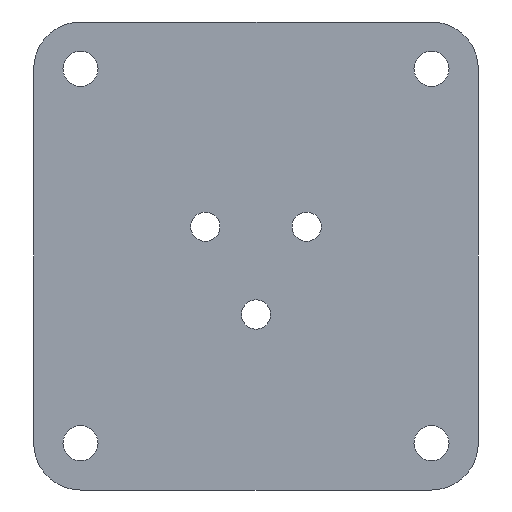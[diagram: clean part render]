
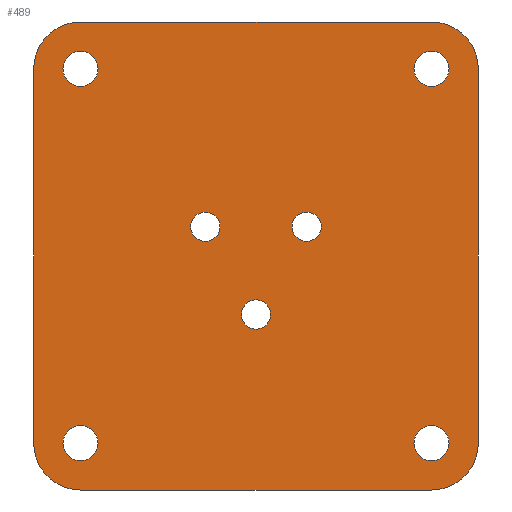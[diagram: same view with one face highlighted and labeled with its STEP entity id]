
A CAD part, left-side view. The second image highlights one B-rep face of the part: STEP entity #489.
In plain terms, the highlighted planar face has unit normal (-1, 0, 0).
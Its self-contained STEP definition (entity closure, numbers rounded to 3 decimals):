
#24=FACE_BOUND('',#102,.T.);
#25=FACE_BOUND('',#103,.T.);
#26=FACE_BOUND('',#104,.T.);
#27=FACE_BOUND('',#105,.T.);
#28=FACE_BOUND('',#106,.T.);
#29=FACE_BOUND('',#107,.T.);
#30=FACE_BOUND('',#108,.T.);
#38=PLANE('',#566);
#67=FACE_OUTER_BOUND('',#101,.T.);
#101=EDGE_LOOP('',(#437,#438,#439,#440,#441,#442,#443,#444));
#102=EDGE_LOOP('',(#445));
#103=EDGE_LOOP('',(#446));
#104=EDGE_LOOP('',(#447));
#105=EDGE_LOOP('',(#448));
#106=EDGE_LOOP('',(#449));
#107=EDGE_LOOP('',(#450));
#108=EDGE_LOOP('',(#451));
#125=LINE('',#820,#154);
#131=LINE('',#843,#160);
#136=LINE('',#859,#165);
#137=LINE('',#861,#166);
#154=VECTOR('',#675,10.);
#160=VECTOR('',#697,10.);
#165=VECTOR('',#718,10.);
#166=VECTOR('',#721,10.);
#168=CIRCLE('',#506,1.25);
#170=CIRCLE('',#509,1.25);
#172=CIRCLE('',#512,1.25);
#177=CIRCLE('',#519,1.5);
#182=CIRCLE('',#526,1.5);
#187=CIRCLE('',#533,1.5);
#192=CIRCLE('',#540,1.5);
#196=CIRCLE('',#547,4.);
#201=CIRCLE('',#555,4.);
#202=CIRCLE('',#558,4.);
#203=CIRCLE('',#560,4.);
#206=VERTEX_POINT('',#728);
#208=VERTEX_POINT('',#734);
#210=VERTEX_POINT('',#740);
#215=VERTEX_POINT('',#754);
#220=VERTEX_POINT('',#768);
#225=VERTEX_POINT('',#782);
#230=VERTEX_POINT('',#796);
#235=VERTEX_POINT('',#810);
#236=VERTEX_POINT('',#812);
#238=VERTEX_POINT('',#818);
#245=VERTEX_POINT('',#836);
#246=VERTEX_POINT('',#838);
#247=VERTEX_POINT('',#842);
#248=VERTEX_POINT('',#846);
#249=VERTEX_POINT('',#850);
#253=EDGE_CURVE('',#206,#206,#168,.T.);
#256=EDGE_CURVE('',#208,#208,#170,.T.);
#259=EDGE_CURVE('',#210,#210,#172,.T.);
#266=EDGE_CURVE('',#215,#215,#177,.T.);
#273=EDGE_CURVE('',#220,#220,#182,.T.);
#280=EDGE_CURVE('',#225,#225,#187,.T.);
#287=EDGE_CURVE('',#230,#230,#192,.T.);
#293=EDGE_CURVE('',#235,#236,#196,.T.);
#297=EDGE_CURVE('',#235,#238,#125,.T.);
#306=EDGE_CURVE('',#245,#246,#201,.T.);
#308=EDGE_CURVE('',#247,#246,#131,.T.);
#310=EDGE_CURVE('',#247,#248,#202,.T.);
#313=EDGE_CURVE('',#249,#238,#203,.T.);
#316=EDGE_CURVE('',#249,#248,#136,.T.);
#317=EDGE_CURVE('',#245,#236,#137,.T.);
#437=ORIENTED_EDGE('',*,*,#293,.F.);
#438=ORIENTED_EDGE('',*,*,#297,.T.);
#439=ORIENTED_EDGE('',*,*,#313,.F.);
#440=ORIENTED_EDGE('',*,*,#316,.T.);
#441=ORIENTED_EDGE('',*,*,#310,.F.);
#442=ORIENTED_EDGE('',*,*,#308,.T.);
#443=ORIENTED_EDGE('',*,*,#306,.F.);
#444=ORIENTED_EDGE('',*,*,#317,.T.);
#445=ORIENTED_EDGE('',*,*,#253,.T.);
#446=ORIENTED_EDGE('',*,*,#256,.T.);
#447=ORIENTED_EDGE('',*,*,#259,.T.);
#448=ORIENTED_EDGE('',*,*,#266,.T.);
#449=ORIENTED_EDGE('',*,*,#273,.T.);
#450=ORIENTED_EDGE('',*,*,#280,.T.);
#451=ORIENTED_EDGE('',*,*,#287,.T.);
#489=ADVANCED_FACE('',(#67,#24,#25,#26,#27,#28,#29,#30),#38,.F.);
#506=AXIS2_PLACEMENT_3D('',#730,#574,#575);
#509=AXIS2_PLACEMENT_3D('',#736,#581,#582);
#512=AXIS2_PLACEMENT_3D('',#742,#588,#589);
#519=AXIS2_PLACEMENT_3D('',#756,#604,#605);
#526=AXIS2_PLACEMENT_3D('',#770,#620,#621);
#533=AXIS2_PLACEMENT_3D('',#784,#636,#637);
#540=AXIS2_PLACEMENT_3D('',#798,#652,#653);
#547=AXIS2_PLACEMENT_3D('',#813,#668,#669);
#555=AXIS2_PLACEMENT_3D('',#839,#692,#693);
#558=AXIS2_PLACEMENT_3D('',#847,#701,#702);
#560=AXIS2_PLACEMENT_3D('',#852,#707,#708);
#566=AXIS2_PLACEMENT_3D('',#862,#722,#723);
#574=DIRECTION('center_axis',(1.,0.,0.));
#575=DIRECTION('ref_axis',(0.,1.,0.));
#581=DIRECTION('center_axis',(1.,0.,0.));
#582=DIRECTION('ref_axis',(0.,1.,0.));
#588=DIRECTION('center_axis',(1.,0.,0.));
#589=DIRECTION('ref_axis',(0.,1.,0.));
#604=DIRECTION('center_axis',(1.,0.,0.));
#605=DIRECTION('ref_axis',(0.,1.,0.));
#620=DIRECTION('center_axis',(1.,0.,0.));
#621=DIRECTION('ref_axis',(0.,1.,0.));
#636=DIRECTION('center_axis',(1.,0.,0.));
#637=DIRECTION('ref_axis',(0.,1.,0.));
#652=DIRECTION('center_axis',(1.,0.,0.));
#653=DIRECTION('ref_axis',(0.,1.,0.));
#668=DIRECTION('center_axis',(1.,0.,0.));
#669=DIRECTION('ref_axis',(0.,-0.707,0.707));
#675=DIRECTION('',(0.,1.,0.));
#692=DIRECTION('center_axis',(1.,0.,0.));
#693=DIRECTION('ref_axis',(0.,-0.707,-0.707));
#697=DIRECTION('',(0.,-1.,0.));
#701=DIRECTION('center_axis',(1.,0.,0.));
#702=DIRECTION('ref_axis',(0.,0.707,-0.707));
#707=DIRECTION('center_axis',(1.,0.,0.));
#708=DIRECTION('ref_axis',(0.,0.707,0.707));
#718=DIRECTION('',(0.,0.,-1.));
#721=DIRECTION('',(0.,0.,1.));
#722=DIRECTION('center_axis',(1.,0.,0.));
#723=DIRECTION('ref_axis',(0.,1.,0.));
#728=CARTESIAN_POINT('',(127.5,96.42,-17.5));
#730=CARTESIAN_POINT('Origin',(127.5,97.67,-17.5));
#734=CARTESIAN_POINT('',(127.5,105.08,-17.5));
#736=CARTESIAN_POINT('Origin',(127.5,106.33,-17.5));
#740=CARTESIAN_POINT('',(127.5,100.75,-25.));
#742=CARTESIAN_POINT('Origin',(127.5,102.,-25.));
#754=CARTESIAN_POINT('',(127.5,85.5,-36.));
#756=CARTESIAN_POINT('Origin',(127.5,87.,-36.));
#768=CARTESIAN_POINT('',(127.5,115.5,-4.));
#770=CARTESIAN_POINT('Origin',(127.5,117.,-4.));
#782=CARTESIAN_POINT('',(127.5,115.5,-36.));
#784=CARTESIAN_POINT('Origin',(127.5,117.,-36.));
#796=CARTESIAN_POINT('',(127.5,85.5,-4.));
#798=CARTESIAN_POINT('Origin',(127.5,87.,-4.));
#810=CARTESIAN_POINT('',(127.5,87.,0.));
#812=CARTESIAN_POINT('',(127.5,83.,-4.));
#813=CARTESIAN_POINT('Origin',(127.5,87.,-4.));
#818=CARTESIAN_POINT('',(127.5,117.,0.));
#820=CARTESIAN_POINT('',(127.5,83.,0.));
#836=CARTESIAN_POINT('',(127.5,83.,-36.));
#838=CARTESIAN_POINT('',(127.5,87.,-40.));
#839=CARTESIAN_POINT('Origin',(127.5,87.,-36.));
#842=CARTESIAN_POINT('',(127.5,117.,-40.));
#843=CARTESIAN_POINT('',(127.5,121.,-40.));
#846=CARTESIAN_POINT('',(127.5,121.,-36.));
#847=CARTESIAN_POINT('Origin',(127.5,117.,-36.));
#850=CARTESIAN_POINT('',(127.5,121.,-4.));
#852=CARTESIAN_POINT('Origin',(127.5,117.,-4.));
#859=CARTESIAN_POINT('',(127.5,121.,0.));
#861=CARTESIAN_POINT('',(127.5,83.,-40.));
#862=CARTESIAN_POINT('Origin',(127.5,102.,-20.));
